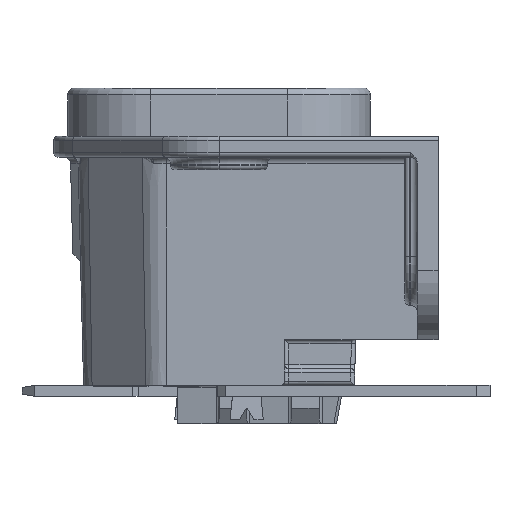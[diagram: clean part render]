
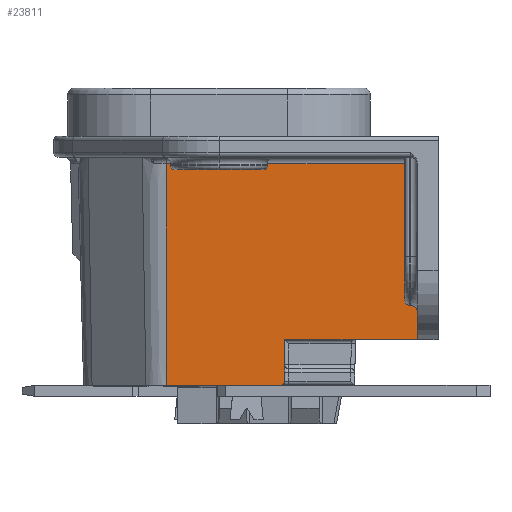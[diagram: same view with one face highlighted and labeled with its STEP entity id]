
A CAD part, left-side view. The second image highlights one B-rep face of the part: STEP entity #23811.
In plain terms, the highlighted planar face has unit normal (-1, 0, -0.024).
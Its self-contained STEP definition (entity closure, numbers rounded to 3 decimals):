
#3354 = EDGE_CURVE ( 'NONE', #3355, #3373, #13871, .T. ) ;
#3355 = VERTEX_POINT ( 'NONE', #13873 ) ;
#3363 = VERTEX_POINT ( 'NONE', #13910 ) ;
#3372 = EDGE_CURVE ( 'NONE', #3373, #3363, #13897, .T. ) ;
#3373 = VERTEX_POINT ( 'NONE', #13893 ) ;
#3427 = EDGE_CURVE ( 'NONE', #3428, #3429, #13992, .T. ) ;
#3428 = VERTEX_POINT ( 'NONE', #13985 ) ;
#3429 = VERTEX_POINT ( 'NONE', #13984 ) ;
#3482 = EDGE_CURVE ( 'NONE', #3483, #3355, #14066, .T. ) ;
#3483 = VERTEX_POINT ( 'NONE', #14120 ) ;
#13866 = CARTESIAN_POINT ( 'NONE',  ( -14.213, -14.35, -1.988 ) ) ;
#13867 = CARTESIAN_POINT ( 'NONE',  ( -14.213, -14.35, -1.992 ) ) ;
#13868 = CARTESIAN_POINT ( 'NONE',  ( -14.213, -14.35, -1.996 ) ) ;
#13869 = CARTESIAN_POINT ( 'NONE',  ( -14.213, -14.35, -2. ) ) ;
#13871 =( BOUNDED_CURVE ( )  B_SPLINE_CURVE ( 3, ( #13869, #13868, #13867, #13866 ),
 .UNSPECIFIED., .F., .T. ) 
 B_SPLINE_CURVE_WITH_KNOTS ( ( 4, 4 ),
 ( 1.571, 1.595 ),
 .UNSPECIFIED. ) 
 CURVE ( )  GEOMETRIC_REPRESENTATION_ITEM ( )  RATIONAL_B_SPLINE_CURVE ( ( 1., 1., 1., 1. ) ) 
 REPRESENTATION_ITEM ( '' )  );
#13873 = CARTESIAN_POINT ( 'NONE',  ( -14.213, -14.35, -2. ) ) ;
#13893 = CARTESIAN_POINT ( 'NONE',  ( -14.213, -14.35, -1.988 ) ) ;
#13894 = DIRECTION ( 'NONE',  ( 0., 1., 0. ) ) ;
#13895 = VECTOR ( 'NONE', #13894, 1000. ) ;
#13896 = CARTESIAN_POINT ( 'NONE',  ( -14.213, 3.8, -1.988 ) ) ;
#13897 = LINE ( 'NONE', #13896, #13895 ) ;
#13910 = CARTESIAN_POINT ( 'NONE',  ( -14.213, 3.8, -1.988 ) ) ;
#13984 = CARTESIAN_POINT ( 'NONE',  ( -13.829, -4.75, -17.7 ) ) ;
#13985 = CARTESIAN_POINT ( 'NONE',  ( -13.902, -4.75, -14.7 ) ) ;
#13986 = DIRECTION ( 'NONE',  ( 0.024, 0., -1. ) ) ;
#13987 = VECTOR ( 'NONE', #13986, 1000. ) ;
#13988 = CARTESIAN_POINT ( 'NONE',  ( -13.822, -4.75, -18. ) ) ;
#13992 = LINE ( 'NONE', #13988, #13987 ) ;
#14059 = VECTOR ( 'NONE', #14121, 1000. ) ;
#14060 = CARTESIAN_POINT ( 'NONE',  ( -14.233, -14.35, -1.163 ) ) ;
#14066 = LINE ( 'NONE', #14060, #14059 ) ;
#14120 = CARTESIAN_POINT ( 'NONE',  ( -13.902, -14.35, -14.7 ) ) ;
#14121 = DIRECTION ( 'NONE',  ( -0.024, 0., 1. ) ) ;
#20866 = EDGE_CURVE ( 'NONE', #20868, #3363, #21720, .T. ) ;
#20868 = VERTEX_POINT ( 'NONE', #21716 ) ;
#20918 = ORIENTED_EDGE ( 'NONE', *, *, #3427, .F. ) ;
#20934 = ORIENTED_EDGE ( 'NONE', *, *, #20937, .T. ) ;
#20935 = VERTEX_POINT ( 'NONE', #21762 ) ;
#20937 = EDGE_CURVE ( 'NONE', #20935, #3429, #21761, .T. ) ;
#20939 = EDGE_CURVE ( 'NONE', #20935, #20868, #21756, .T. ) ;
#20966 = ORIENTED_EDGE ( 'NONE', *, *, #20939, .F. ) ;
#20974 = ORIENTED_EDGE ( 'NONE', *, *, #20866, .F. ) ;
#20979 = ORIENTED_EDGE ( 'NONE', *, *, #3372, .T. ) ;
#21716 = CARTESIAN_POINT ( 'NONE',  ( -13.822, 3.8, -18. ) ) ;
#21717 = DIRECTION ( 'NONE',  ( -0.024, 0., 1. ) ) ;
#21718 = VECTOR ( 'NONE', #21717, 1000. ) ;
#21719 = CARTESIAN_POINT ( 'NONE',  ( -14.225, 3.8, -1.5 ) ) ;
#21720 = LINE ( 'NONE', #21719, #21718 ) ;
#21753 = DIRECTION ( 'NONE',  ( 0., 1., 0. ) ) ;
#21754 = VECTOR ( 'NONE', #21753, 1000. ) ;
#21755 = CARTESIAN_POINT ( 'NONE',  ( -13.822, 3.8, -18. ) ) ;
#21756 = LINE ( 'NONE', #21755, #21754 ) ;
#21757 = CARTESIAN_POINT ( 'NONE',  ( -13.829, -4.75, -17.7 ) ) ;
#21758 = CARTESIAN_POINT ( 'NONE',  ( -13.825, -4.75, -17.876 ) ) ;
#21759 = CARTESIAN_POINT ( 'NONE',  ( -13.822, -4.626, -18. ) ) ;
#21760 = CARTESIAN_POINT ( 'NONE',  ( -13.822, -4.45, -18. ) ) ;
#21761 =( BOUNDED_CURVE ( )  B_SPLINE_CURVE ( 3, ( #21760, #21759, #21758, #21757 ),
 .UNSPECIFIED., .F., .T. ) 
 B_SPLINE_CURVE_WITH_KNOTS ( ( 4, 4 ),
 ( 3.142, 4.712 ),
 .UNSPECIFIED. ) 
 CURVE ( )  GEOMETRIC_REPRESENTATION_ITEM ( )  RATIONAL_B_SPLINE_CURVE ( ( 1., 0.805, 0.805, 1. ) ) 
 REPRESENTATION_ITEM ( '' )  );
#21762 = CARTESIAN_POINT ( 'NONE',  ( -13.822, -4.45, -18. ) ) ;
#21861 = LINE ( 'NONE', #21924, #21923 ) ;
#21922 = DIRECTION ( 'NONE',  ( 0., -1., 0. ) ) ;
#21923 = VECTOR ( 'NONE', #21922, 1000. ) ;
#21924 = CARTESIAN_POINT ( 'NONE',  ( -13.902, -14.35, -14.7 ) ) ;
#22544 = DIRECTION ( 'NONE',  ( -0.024, 0., 1. ) ) ;
#22545 = DIRECTION ( 'NONE',  ( -1., 0., -0.024 ) ) ;
#22546 = CARTESIAN_POINT ( 'NONE',  ( -14.225, 3.8, -1.5 ) ) ;
#22547 = AXIS2_PLACEMENT_3D ( 'NONE', #22546, #22545, #22544 ) ;
#22548 = PLANE ( 'NONE',  #22547 ) ;
#22550 = FACE_OUTER_BOUND ( 'NONE', #23812, .T. ) ;
#23497 = EDGE_CURVE ( 'NONE', #3428, #3483, #21861, .T. ) ;
#23499 = ORIENTED_EDGE ( 'NONE', *, *, #23497, .T. ) ;
#23509 = ORIENTED_EDGE ( 'NONE', *, *, #3482, .T. ) ;
#23811 = ADVANCED_FACE ( 'NONE', ( #22550 ), #22548, .T. ) ;
#23812 = EDGE_LOOP ( 'NONE', ( #23814, #20979, #20974, #20966, #20934, #20918, #23499, #23509 ) ) ;
#23814 = ORIENTED_EDGE ( 'NONE', *, *, #3354, .T. ) ;
